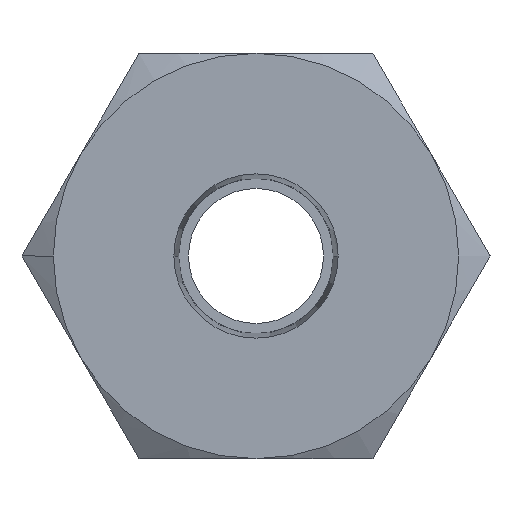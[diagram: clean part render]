
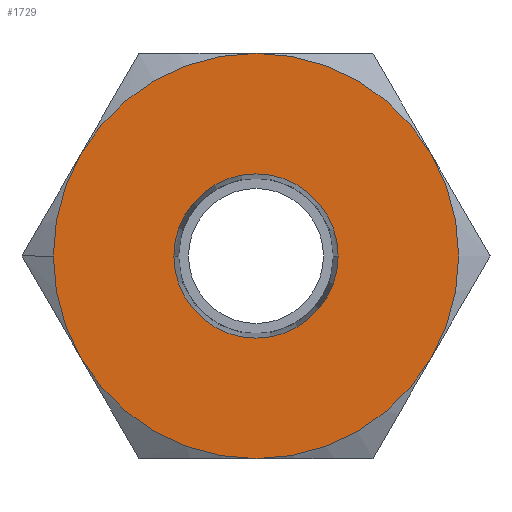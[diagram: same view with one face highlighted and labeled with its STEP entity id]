
A CAD part, front view. The second image highlights one B-rep face of the part: STEP entity #1729.
In plain terms, the highlighted planar face has unit normal (0, -1, 0).
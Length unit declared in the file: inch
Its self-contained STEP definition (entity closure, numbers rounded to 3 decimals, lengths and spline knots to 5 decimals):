
#75 = CIRCLE ( 'NONE', #3161, 0.47244 ) ;
#107 = DIRECTION ( 'NONE',  ( -1., 0., 0. ) ) ;
#135 = VERTEX_POINT ( 'NONE', #2810 ) ;
#151 = EDGE_CURVE ( 'NONE', #2054, #135, #3260, .T. ) ;
#206 = CIRCLE ( 'NONE', #3639, 0.47244 ) ;
#226 = CARTESIAN_POINT ( 'NONE',  ( 0., -0.55118, 0. ) ) ;
#235 = DIRECTION ( 'NONE',  ( -1., 0., 0. ) ) ;
#312 = VERTEX_POINT ( 'NONE', #688 ) ;
#317 = ORIENTED_EDGE ( 'NONE', *, *, #592, .T. ) ;
#348 = CARTESIAN_POINT ( 'NONE',  ( 0.23622, -0.55118, 0. ) ) ;
#355 = VERTEX_POINT ( 'NONE', #439 ) ;
#400 = CARTESIAN_POINT ( 'NONE',  ( -0.1915, -0.55118, 0. ) ) ;
#439 = CARTESIAN_POINT ( 'NONE',  ( 0., -0.55118, 0.47244 ) ) ;
#545 = CARTESIAN_POINT ( 'NONE',  ( -0.40915, -0.55118, 0.23622 ) ) ;
#587 = DIRECTION ( 'NONE',  ( 1., 0., 0. ) ) ;
#592 = EDGE_CURVE ( 'NONE', #3005, #2080, #3584, .T. ) ;
#661 = DIRECTION ( 'NONE',  ( 0., 0., -1. ) ) ;
#688 = CARTESIAN_POINT ( 'NONE',  ( 0.40915, -0.55118, -0.23622 ) ) ;
#706 = AXIS2_PLACEMENT_3D ( 'NONE', #3484, #3883, #3624 ) ;
#718 = EDGE_LOOP ( 'NONE', ( #3714, #3604, #1712, #1171, #2586, #1291, #1520 ) ) ;
#727 = CIRCLE ( 'NONE', #3386, 0.47244 ) ;
#814 = CARTESIAN_POINT ( 'NONE',  ( 0., -0.55118, -0.47244 ) ) ;
#834 = CARTESIAN_POINT ( 'NONE',  ( 0., -0.55118, 0. ) ) ;
#859 = EDGE_CURVE ( 'NONE', #135, #2543, #3490, .T. ) ;
#866 = AXIS2_PLACEMENT_3D ( 'NONE', #981, #1238, #1226 ) ;
#955 = EDGE_LOOP ( 'NONE', ( #3070, #317 ) ) ;
#981 = CARTESIAN_POINT ( 'NONE',  ( 0., -0.55118, 0. ) ) ;
#1145 = DIRECTION ( 'NONE',  ( -1., 0., 0. ) ) ;
#1171 = ORIENTED_EDGE ( 'NONE', *, *, #2057, .T. ) ;
#1225 = CARTESIAN_POINT ( 'NONE',  ( 0., -0.55118, 0. ) ) ;
#1226 = DIRECTION ( 'NONE',  ( 1., 0., 0. ) ) ;
#1238 = DIRECTION ( 'NONE',  ( 0., 1., 0. ) ) ;
#1291 = ORIENTED_EDGE ( 'NONE', *, *, #2749, .T. ) ;
#1520 = ORIENTED_EDGE ( 'NONE', *, *, #151, .T. ) ;
#1549 = DIRECTION ( 'NONE',  ( -1., 0., 0. ) ) ;
#1639 = EDGE_CURVE ( 'NONE', #2080, #3005, #2610, .T. ) ;
#1712 = ORIENTED_EDGE ( 'NONE', *, *, #3437, .T. ) ;
#1729 = ADVANCED_FACE ( 'NONE', ( #3303, #1808 ), #2834, .T. ) ;
#1757 = CARTESIAN_POINT ( 'NONE',  ( 0.40915, -0.55118, 0.23622 ) ) ;
#1796 = AXIS2_PLACEMENT_3D ( 'NONE', #1225, #3355, #1549 ) ;
#1808 = FACE_OUTER_BOUND ( 'NONE', #718, .T. ) ;
#1825 = AXIS2_PLACEMENT_3D ( 'NONE', #226, #2483, #587 ) ;
#1834 = CARTESIAN_POINT ( 'NONE',  ( 0., -0.55118, 0. ) ) ;
#1995 = DIRECTION ( 'NONE',  ( 0., -1., 0. ) ) ;
#2001 = VERTEX_POINT ( 'NONE', #1757 ) ;
#2054 = VERTEX_POINT ( 'NONE', #3815 ) ;
#2057 = EDGE_CURVE ( 'NONE', #2001, #355, #206, .T. ) ;
#2064 = CIRCLE ( 'NONE', #1796, 0.47244 ) ;
#2080 = VERTEX_POINT ( 'NONE', #3033 ) ;
#2138 = DIRECTION ( 'NONE',  ( 0., -1., 0. ) ) ;
#2153 = DIRECTION ( 'NONE',  ( -1., 0., 0. ) ) ;
#2302 = DIRECTION ( 'NONE',  ( -1., 0., 0. ) ) ;
#2315 = DIRECTION ( 'NONE',  ( 0., -1., 0. ) ) ;
#2328 = CARTESIAN_POINT ( 'NONE',  ( 0., -0.55118, 0. ) ) ;
#2483 = DIRECTION ( 'NONE',  ( 0., 1., 0. ) ) ;
#2542 = CIRCLE ( 'NONE', #3304, 0.47244 ) ;
#2543 = VERTEX_POINT ( 'NONE', #814 ) ;
#2554 = DIRECTION ( 'NONE',  ( 0., -1., 0. ) ) ;
#2586 = ORIENTED_EDGE ( 'NONE', *, *, #3866, .T. ) ;
#2610 = CIRCLE ( 'NONE', #1825, 0.1915 ) ;
#2749 = EDGE_CURVE ( 'NONE', #3900, #2054, #2064, .T. ) ;
#2810 = CARTESIAN_POINT ( 'NONE',  ( -0.40915, -0.55118, -0.23622 ) ) ;
#2834 = PLANE ( 'NONE',  #3405 ) ;
#2841 = AXIS2_PLACEMENT_3D ( 'NONE', #2328, #2315, #2302 ) ;
#3005 = VERTEX_POINT ( 'NONE', #400 ) ;
#3016 = DIRECTION ( 'NONE',  ( 0., -1., 0. ) ) ;
#3033 = CARTESIAN_POINT ( 'NONE',  ( 0.1915, -0.55118, 0. ) ) ;
#3070 = ORIENTED_EDGE ( 'NONE', *, *, #1639, .T. ) ;
#3161 = AXIS2_PLACEMENT_3D ( 'NONE', #3731, #1995, #107 ) ;
#3260 = CIRCLE ( 'NONE', #2841, 0.47244 ) ;
#3303 = FACE_BOUND ( 'NONE', #955, .T. ) ;
#3304 = AXIS2_PLACEMENT_3D ( 'NONE', #1834, #3859, #2153 ) ;
#3355 = DIRECTION ( 'NONE',  ( 0., -1., 0. ) ) ;
#3386 = AXIS2_PLACEMENT_3D ( 'NONE', #3848, #2138, #235 ) ;
#3405 = AXIS2_PLACEMENT_3D ( 'NONE', #348, #2554, #661 ) ;
#3437 = EDGE_CURVE ( 'NONE', #312, #2001, #2542, .T. ) ;
#3484 = CARTESIAN_POINT ( 'NONE',  ( 0., -0.55118, 0. ) ) ;
#3490 = CIRCLE ( 'NONE', #706, 0.47244 ) ;
#3584 = CIRCLE ( 'NONE', #866, 0.1915 ) ;
#3604 = ORIENTED_EDGE ( 'NONE', *, *, #3751, .T. ) ;
#3624 = DIRECTION ( 'NONE',  ( -1., 0., 0. ) ) ;
#3639 = AXIS2_PLACEMENT_3D ( 'NONE', #834, #3016, #1145 ) ;
#3714 = ORIENTED_EDGE ( 'NONE', *, *, #859, .T. ) ;
#3731 = CARTESIAN_POINT ( 'NONE',  ( 0., -0.55118, 0. ) ) ;
#3751 = EDGE_CURVE ( 'NONE', #2543, #312, #75, .T. ) ;
#3815 = CARTESIAN_POINT ( 'NONE',  ( -0.47244, -0.55118, 0. ) ) ;
#3848 = CARTESIAN_POINT ( 'NONE',  ( 0., -0.55118, 0. ) ) ;
#3859 = DIRECTION ( 'NONE',  ( 0., -1., 0. ) ) ;
#3866 = EDGE_CURVE ( 'NONE', #355, #3900, #727, .T. ) ;
#3883 = DIRECTION ( 'NONE',  ( 0., -1., 0. ) ) ;
#3900 = VERTEX_POINT ( 'NONE', #545 ) ;
